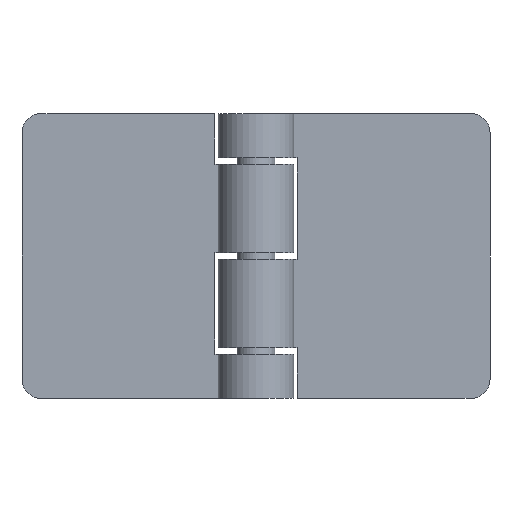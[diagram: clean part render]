
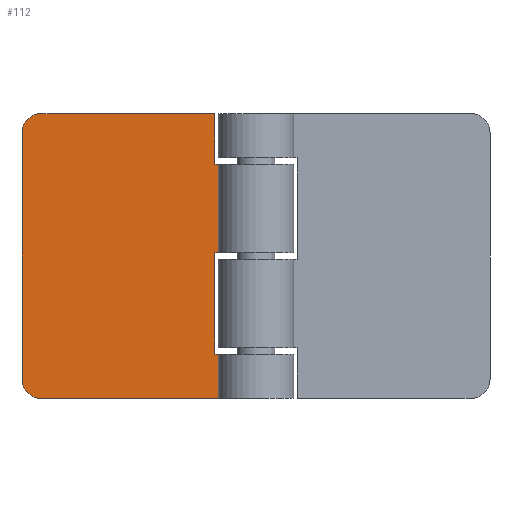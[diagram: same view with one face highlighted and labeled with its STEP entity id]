
A CAD part, front view. The second image highlights one B-rep face of the part: STEP entity #112.
In plain terms, the highlighted planar face has unit normal (0, -1, 0).
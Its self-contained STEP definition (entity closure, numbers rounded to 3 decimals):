
#112=ADVANCED_FACE('',(#239),#240,.T.);
#239=FACE_OUTER_BOUND('',#378,.T.);
#240=PLANE('',#379);
#378=EDGE_LOOP('',(#635,#636,#637,#638,#639,#640,#641,#642,#643,#644,#645,#646));
#379=AXIS2_PLACEMENT_3D('',#647,#648,#649);
#635=ORIENTED_EDGE('',*,*,#855,.F.);
#636=ORIENTED_EDGE('',*,*,#916,.T.);
#637=ORIENTED_EDGE('',*,*,#907,.F.);
#638=ORIENTED_EDGE('',*,*,#897,.T.);
#639=ORIENTED_EDGE('',*,*,#864,.F.);
#640=ORIENTED_EDGE('',*,*,#902,.F.);
#641=ORIENTED_EDGE('',*,*,#911,.F.);
#642=ORIENTED_EDGE('',*,*,#932,.F.);
#643=ORIENTED_EDGE('',*,*,#929,.F.);
#644=ORIENTED_EDGE('',*,*,#925,.F.);
#645=ORIENTED_EDGE('',*,*,#921,.T.);
#646=ORIENTED_EDGE('',*,*,#934,.F.);
#647=CARTESIAN_POINT('',(-22.5,1.,-11.5));
#648=DIRECTION('',(0.0,-1.0,0.0));
#649=DIRECTION('',(1.0,0.0,0.0));
#855=EDGE_CURVE('',#1024,#1026,#1027,.T.);
#864=EDGE_CURVE('',#1039,#1041,#1042,.T.);
#897=EDGE_CURVE('',#1093,#1041,#1094,.T.);
#902=EDGE_CURVE('',#1100,#1039,#1101,.T.);
#907=EDGE_CURVE('',#1093,#1107,#1108,.T.);
#911=EDGE_CURVE('',#1113,#1100,#1114,.T.);
#916=EDGE_CURVE('',#1024,#1107,#1120,.T.);
#921=EDGE_CURVE('',#1122,#1127,#1129,.T.);
#925=EDGE_CURVE('',#1122,#1131,#1135,.T.);
#929=EDGE_CURVE('',#1131,#1137,#1141,.T.);
#932=EDGE_CURVE('',#1137,#1113,#1144,.T.);
#934=EDGE_CURVE('',#1026,#1127,#1146,.T.);
#1024=VERTEX_POINT('',#1263);
#1026=VERTEX_POINT('',#1265);
#1027=LINE('',#1266,#1267);
#1039=VERTEX_POINT('',#1281);
#1041=VERTEX_POINT('',#1283);
#1042=LINE('',#1284,#1285);
#1093=VERTEX_POINT('',#1345);
#1094=LINE('',#1346,#1347);
#1100=VERTEX_POINT('',#1355);
#1101=LINE('',#1356,#1357);
#1107=VERTEX_POINT('',#1365);
#1108=LINE('',#1366,#1367);
#1113=VERTEX_POINT('',#1374);
#1114=LINE('',#1375,#1376);
#1120=LINE('',#1385,#1386);
#1122=VERTEX_POINT('',#1388);
#1127=VERTEX_POINT('',#1394);
#1129=CIRCLE('',#1397,3.0);
#1131=VERTEX_POINT('',#1399);
#1135=LINE('',#1405,#1406);
#1137=VERTEX_POINT('',#1408);
#1141=CIRCLE('',#1413,3.0);
#1144=LINE('',#1417,#1418);
#1146=LINE('',#1420,#1421);
#1263=CARTESIAN_POINT('',(-5.916,1.,-15.5));
#1265=CARTESIAN_POINT('',(-5.916,1.,-22.5));
#1266=CARTESIAN_POINT('',(-5.916,1.,-15.5));
#1267=VECTOR('',#1558,7.0);
#1281=CARTESIAN_POINT('',(-5.916,1.0,14.5));
#1283=CARTESIAN_POINT('',(-5.916,1.0,0.5));
#1284=CARTESIAN_POINT('',(-5.916,1.0,14.5));
#1285=VECTOR('',#1573,14.0);
#1345=CARTESIAN_POINT('',(-6.5,1.0,0.5));
#1346=CARTESIAN_POINT('',(-6.5,1.0,0.5));
#1347=VECTOR('',#1628,0.584);
#1355=CARTESIAN_POINT('',(-6.5,1.0,14.5));
#1356=CARTESIAN_POINT('',(-6.5,1.0,14.5));
#1357=VECTOR('',#1634,0.584);
#1365=CARTESIAN_POINT('',(-6.5,1.,-15.5));
#1366=CARTESIAN_POINT('',(-6.5,1.0,0.5));
#1367=VECTOR('',#1640,16.0);
#1374=CARTESIAN_POINT('',(-6.5,1.,22.5));
#1375=CARTESIAN_POINT('',(-6.5,1.,22.5));
#1376=VECTOR('',#1643,8.0);
#1385=CARTESIAN_POINT('',(-5.916,1.,-15.5));
#1386=VECTOR('',#1647,0.584);
#1388=CARTESIAN_POINT('',(-37.0,1.,-19.5));
#1394=CARTESIAN_POINT('',(-34.0,1.,-22.5));
#1397=AXIS2_PLACEMENT_3D('',#1653,#1654,#1655);
#1399=CARTESIAN_POINT('',(-37.0,1.0,19.5));
#1405=CARTESIAN_POINT('',(-37.0,1.,-19.5));
#1406=VECTOR('',#1658,39.0);
#1408=CARTESIAN_POINT('',(-34.0,1.,22.5));
#1413=AXIS2_PLACEMENT_3D('',#1663,#1664,#1665);
#1417=CARTESIAN_POINT('',(-34.0,1.,22.5));
#1418=VECTOR('',#1667,27.5);
#1420=CARTESIAN_POINT('',(-5.916,1.,-22.5));
#1421=VECTOR('',#1668,28.084);
#1558=DIRECTION('',(0.0,0.0,-1.0));
#1573=DIRECTION('',(0.0,0.0,-1.0));
#1628=DIRECTION('',(1.0,0.0,0.0));
#1634=DIRECTION('',(1.0,0.0,0.0));
#1640=DIRECTION('',(0.0,0.0,-1.0));
#1643=DIRECTION('',(0.0,0.0,-1.0));
#1647=DIRECTION('',(-1.0,0.0,0.0));
#1653=CARTESIAN_POINT('',(-34.0,1.,-19.5));
#1654=DIRECTION('',(0.0,-1.0,0.0));
#1655=DIRECTION('',(-1.0,0.0,0.0));
#1658=DIRECTION('',(0.0,0.0,1.0));
#1663=CARTESIAN_POINT('',(-34.0,1.0,19.5));
#1664=DIRECTION('',(0.0,1.0,0.0));
#1665=DIRECTION('',(-1.0,0.0,0.0));
#1667=DIRECTION('',(1.0,0.0,0.0));
#1668=DIRECTION('',(-1.0,0.0,0.0));
